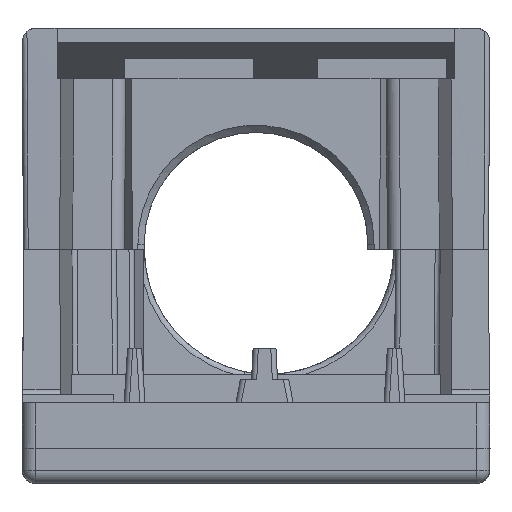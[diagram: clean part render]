
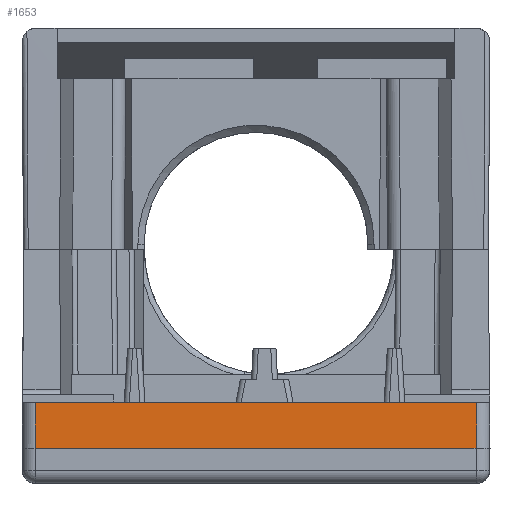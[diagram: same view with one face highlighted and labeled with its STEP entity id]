
A CAD part, front view. The second image highlights one B-rep face of the part: STEP entity #1653.
In plain terms, the highlighted planar face has unit normal (0, -1, 0.009).
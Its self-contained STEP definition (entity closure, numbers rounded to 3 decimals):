
#1653=ADVANCED_FACE('',(#3950),#2965,.T.);
#2965=PLANE('',#24982);
#3950=FACE_OUTER_BOUND('',#5374,.T.);
#5374=EDGE_LOOP('',(#8113,#8114,#8115,#8116));
#8113=ORIENTED_EDGE('',*,*,#16943,.T.);
#8114=ORIENTED_EDGE('',*,*,#16899,.F.);
#8115=ORIENTED_EDGE('',*,*,#16955,.F.);
#8116=ORIENTED_EDGE('',*,*,#16945,.F.);
#14512=VERTEX_POINT('',#36026);
#14514=VERTEX_POINT('',#36032);
#14556=VERTEX_POINT('',#36119);
#14557=VERTEX_POINT('',#36123);
#16899=EDGE_CURVE('',#14512,#14514,#20157,.T.);
#16943=EDGE_CURVE('',#14556,#14514,#20184,.T.);
#16945=EDGE_CURVE('',#14556,#14557,#20185,.T.);
#16955=EDGE_CURVE('',#14557,#14512,#20190,.T.);
#20157=LINE('',#36031,#22693);
#20184=LINE('',#36118,#22720);
#20185=LINE('',#36122,#22721);
#20190=LINE('',#36141,#22726);
#22693=VECTOR('',#27955,1.);
#22720=VECTOR('',#28018,1.);
#22721=VECTOR('',#28023,1.);
#22726=VECTOR('',#28052,1.);
#24982=AXIS2_PLACEMENT_3D('',#36143,#28055,#28056);
#27955=DIRECTION('',(0.009,0.009,1.));
#28018=DIRECTION('',(-1.,0.,0.));
#28023=DIRECTION('',(0.009,-0.009,-1.));
#28052=DIRECTION('',(-1.,0.,0.));
#28055=DIRECTION('',(0.,-1.,0.009));
#28056=DIRECTION('',(1.,0.,0.));
#36026=CARTESIAN_POINT('',(-11.7,-16.,-16.15));
#36031=CARTESIAN_POINT('',(-11.7,-16.,-16.15));
#36032=CARTESIAN_POINT('',(-11.685,-15.985,-14.4));
#36118=CARTESIAN_POINT('',(5.285,-15.985,-14.4));
#36119=CARTESIAN_POINT('',(5.285,-15.985,-14.4));
#36122=CARTESIAN_POINT('',(5.285,-15.985,-14.4));
#36123=CARTESIAN_POINT('',(5.3,-16.,-16.15));
#36141=CARTESIAN_POINT('',(5.3,-16.,-16.15));
#36143=CARTESIAN_POINT('',(5.8,-16.,-16.15));
